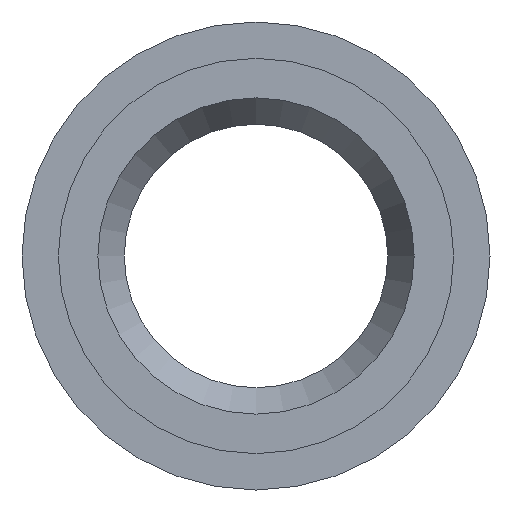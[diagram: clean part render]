
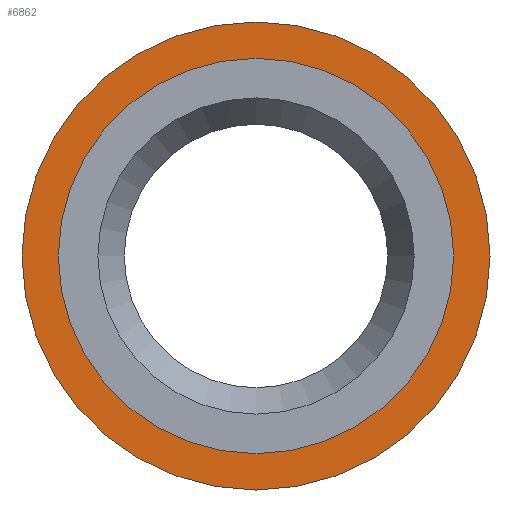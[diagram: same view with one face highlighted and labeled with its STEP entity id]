
A CAD part, front view. The second image highlights one B-rep face of the part: STEP entity #6862.
In plain terms, the highlighted planar face has unit normal (0, -1, 0).
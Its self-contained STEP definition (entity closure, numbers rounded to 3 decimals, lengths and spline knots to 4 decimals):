
#67=FACE_BOUND('',#1279,.T.);
#287=CIRCLE('',#7241,2.22);
#288=CIRCLE('',#7242,2.22);
#307=CIRCLE('',#7272,1.875);
#308=CIRCLE('',#7273,1.875);
#476=PLANE('',#7271);
#855=FACE_OUTER_BOUND('',#1278,.T.);
#1278=EDGE_LOOP('',(#6304,#6305));
#1279=EDGE_LOOP('',(#6306,#6307));
#3211=VERTEX_POINT('',#32852);
#3212=VERTEX_POINT('',#32853);
#3228=VERTEX_POINT('',#32904);
#3229=VERTEX_POINT('',#32905);
#4232=EDGE_CURVE('',#3211,#3212,#287,.T.);
#4233=EDGE_CURVE('',#3212,#3211,#288,.T.);
#4256=EDGE_CURVE('',#3228,#3229,#307,.T.);
#4257=EDGE_CURVE('',#3229,#3228,#308,.T.);
#6304=ORIENTED_EDGE('',*,*,#4232,.T.);
#6305=ORIENTED_EDGE('',*,*,#4233,.T.);
#6306=ORIENTED_EDGE('',*,*,#4256,.F.);
#6307=ORIENTED_EDGE('',*,*,#4257,.F.);
#6862=ADVANCED_FACE('',(#855,#67),#476,.T.);
#7241=AXIS2_PLACEMENT_3D('',#32854,#8389,#8390);
#7242=AXIS2_PLACEMENT_3D('',#32855,#8391,#8392);
#7271=AXIS2_PLACEMENT_3D('',#32903,#8453,#8454);
#7272=AXIS2_PLACEMENT_3D('',#32906,#8455,#8456);
#7273=AXIS2_PLACEMENT_3D('',#32907,#8457,#8458);
#8389=DIRECTION('center_axis',(0.,-1.,0.));
#8390=DIRECTION('ref_axis',(1.,0.,0.));
#8391=DIRECTION('center_axis',(0.,-1.,0.));
#8392=DIRECTION('ref_axis',(1.,0.,0.));
#8453=DIRECTION('center_axis',(0.,-1.,0.));
#8454=DIRECTION('ref_axis',(0.,0.,-1.));
#8455=DIRECTION('center_axis',(0.,-1.,0.));
#8456=DIRECTION('ref_axis',(1.,0.,0.));
#8457=DIRECTION('center_axis',(0.,-1.,0.));
#8458=DIRECTION('ref_axis',(1.,0.,0.));
#32852=CARTESIAN_POINT('',(2.22,0.,0.));
#32853=CARTESIAN_POINT('',(-2.22,0.,0.));
#32854=CARTESIAN_POINT('Origin',(0.,0.,0.));
#32855=CARTESIAN_POINT('Origin',(0.,0.,0.));
#32903=CARTESIAN_POINT('Origin',(2.0475,0.,0.));
#32904=CARTESIAN_POINT('',(1.875,0.,0.));
#32905=CARTESIAN_POINT('',(-1.875,0.,0.));
#32906=CARTESIAN_POINT('Origin',(0.,0.,0.));
#32907=CARTESIAN_POINT('Origin',(0.,0.,0.));
